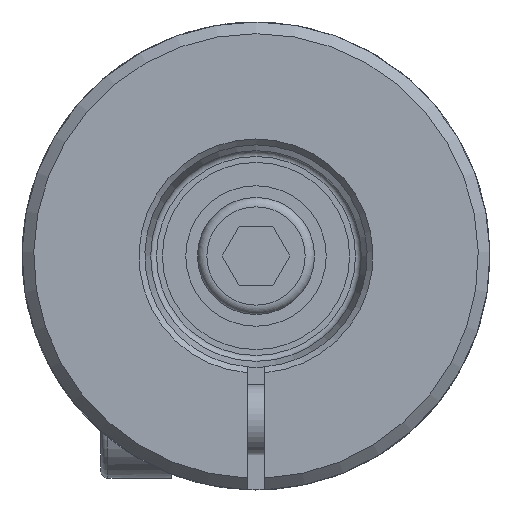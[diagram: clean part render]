
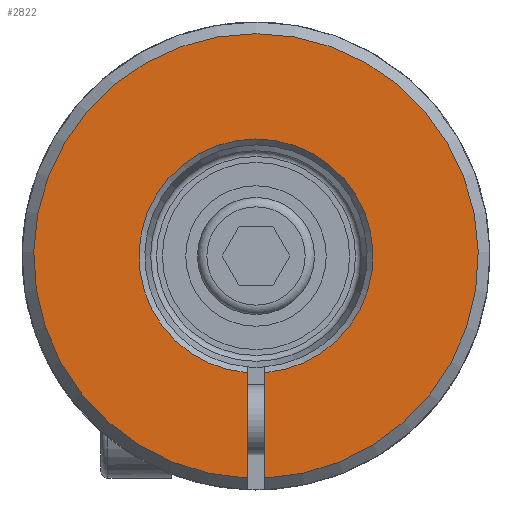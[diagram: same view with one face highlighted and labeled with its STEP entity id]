
A CAD part, left-side view. The second image highlights one B-rep face of the part: STEP entity #2822.
In plain terms, the highlighted planar face has unit normal (-1, 0, 0).
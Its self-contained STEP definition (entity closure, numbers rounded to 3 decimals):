
#122=LINE('',#4082,#225);
#123=LINE('',#4087,#226);
#225=VECTOR('',#3327,1000.);
#226=VECTOR('',#3330,1000.);
#359=ORIENTED_EDGE('',*,*,#938,.T.);
#360=ORIENTED_EDGE('',*,*,#939,.T.);
#361=ORIENTED_EDGE('',*,*,#940,.T.);
#362=ORIENTED_EDGE('',*,*,#941,.F.);
#938=EDGE_CURVE('',#1226,#1227,#122,.T.);
#939=EDGE_CURVE('',#1227,#1228,#1406,.T.);
#940=EDGE_CURVE('',#1228,#1229,#123,.T.);
#941=EDGE_CURVE('',#1226,#1229,#1407,.T.);
#1226=VERTEX_POINT('',#4083);
#1227=VERTEX_POINT('',#4084);
#1228=VERTEX_POINT('',#4086);
#1229=VERTEX_POINT('',#4088);
#1406=CIRCLE('',#2977,10.);
#1407=CIRCLE('',#2978,19.);
#1569=EDGE_LOOP('',(#359,#360,#361,#362));
#1745=FACE_BOUND('',#1569,.T.);
#1912=PLANE('',#2976);
#2822=ADVANCED_FACE('',(#1745),#1912,.F.);
#2976=AXIS2_PLACEMENT_3D('',#4081,#3325,#3326);
#2977=AXIS2_PLACEMENT_3D('',#4085,#3328,#3329);
#2978=AXIS2_PLACEMENT_3D('',#4089,#3331,#3332);
#3325=DIRECTION('',(1.,0.,0.));
#3326=DIRECTION('',(0.,0.,-1.));
#3327=DIRECTION('',(0.,0.,1.));
#3328=DIRECTION('',(1.,0.,0.));
#3329=DIRECTION('',(0.,0.,-1.));
#3330=DIRECTION('',(0.,0.,-1.));
#3331=DIRECTION('',(1.,0.,0.));
#3332=DIRECTION('',(0.,0.,-1.));
#4081=CARTESIAN_POINT('',(0.,0.,0.));
#4082=CARTESIAN_POINT('',(0.,0.75,-40.));
#4083=CARTESIAN_POINT('',(0.,0.75,-18.985));
#4084=CARTESIAN_POINT('',(0.,0.75,-9.972));
#4085=CARTESIAN_POINT('',(0.,0.,0.));
#4086=CARTESIAN_POINT('',(0.,-0.75,-9.972));
#4087=CARTESIAN_POINT('',(0.,-0.75,0.));
#4088=CARTESIAN_POINT('',(0.,-0.75,-18.985));
#4089=CARTESIAN_POINT('',(0.,0.,0.));
